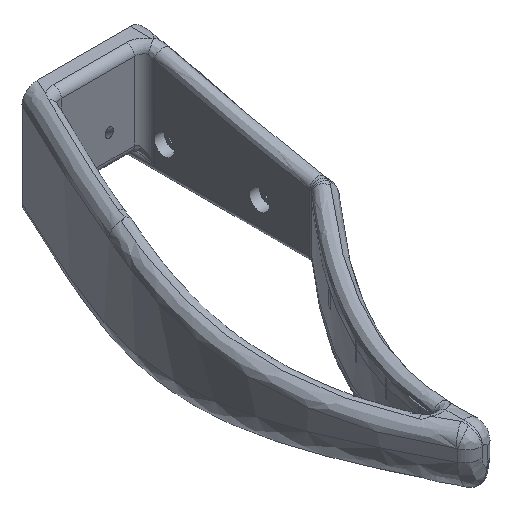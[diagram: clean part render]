
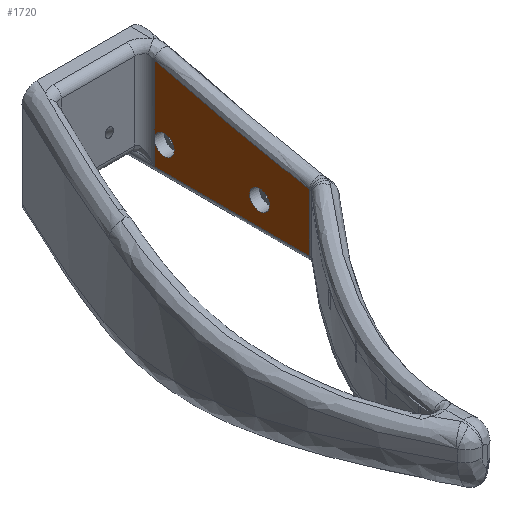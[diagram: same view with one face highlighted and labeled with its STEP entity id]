
A CAD part, isometric view. The second image highlights one B-rep face of the part: STEP entity #1720.
In plain terms, the highlighted planar face has unit normal (-1, 0, 0).
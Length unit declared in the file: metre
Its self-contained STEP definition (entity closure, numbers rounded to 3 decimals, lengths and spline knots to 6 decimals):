
#103=CIRCLE('',#1836,0.005);
#104=CIRCLE('',#1837,0.005);
#141=PLANE('',#1835);
#211=B_SPLINE_CURVE_WITH_KNOTS('',3,(#2848,#2849,#2850,#2851,#2852,#2853),
 .UNSPECIFIED.,.F.,.F.,(4,1,1,4),(0.,0.019917,
0.039834,0.079668),.UNSPECIFIED.);
#432=ORIENTED_EDGE('',*,*,#966,.T.);
#433=ORIENTED_EDGE('',*,*,#967,.T.);
#434=ORIENTED_EDGE('',*,*,#968,.T.);
#435=ORIENTED_EDGE('',*,*,#969,.T.);
#436=ORIENTED_EDGE('',*,*,#970,.T.);
#437=ORIENTED_EDGE('',*,*,#971,.T.);
#438=ORIENTED_EDGE('',*,*,#972,.T.);
#966=EDGE_CURVE('',#1228,#1228,#103,.T.);
#967=EDGE_CURVE('',#1229,#1230,#1358,.T.);
#968=EDGE_CURVE('',#1230,#1227,#211,.T.);
#969=EDGE_CURVE('',#1227,#1231,#1359,.T.);
#970=EDGE_CURVE('',#1231,#1231,#104,.T.);
#971=EDGE_CURVE('',#1231,#1232,#1360,.T.);
#972=EDGE_CURVE('',#1232,#1229,#1361,.T.);
#1227=VERTEX_POINT('',#2840);
#1228=VERTEX_POINT('',#2844);
#1229=VERTEX_POINT('',#2846);
#1230=VERTEX_POINT('',#2847);
#1231=VERTEX_POINT('',#2855);
#1232=VERTEX_POINT('',#2858);
#1358=LINE('',#2845,#1433);
#1359=LINE('',#2854,#1434);
#1360=LINE('',#2857,#1435);
#1361=LINE('',#2859,#1436);
#1433=VECTOR('',#1999,1.);
#1434=VECTOR('',#2000,1.);
#1435=VECTOR('',#2003,1.);
#1436=VECTOR('',#2004,1.);
#1473=EDGE_LOOP('',(#432));
#1474=EDGE_LOOP('',(#433,#434,#435,#436,#437,#438));
#1597=FACE_BOUND('',#1473,.T.);
#1598=FACE_BOUND('',#1474,.T.);
#1720=ADVANCED_FACE('',(#1597,#1598),#141,.F.);
#1835=AXIS2_PLACEMENT_3D('',#2842,#1995,#1996);
#1836=AXIS2_PLACEMENT_3D('',#2843,#1997,#1998);
#1837=AXIS2_PLACEMENT_3D('',#2856,#2001,#2002);
#1995=DIRECTION('',(1.,0.,0.));
#1996=DIRECTION('',(0.,1.,0.));
#1997=DIRECTION('',(1.,0.,0.));
#1998=DIRECTION('',(0.,1.,0.));
#1999=DIRECTION('',(0.,0.,1.));
#2000=DIRECTION('',(0.,0.,-1.));
#2001=DIRECTION('',(1.,0.,0.));
#2002=DIRECTION('',(0.,1.,0.));
#2003=DIRECTION('',(0.,0.,-1.));
#2004=DIRECTION('',(0.,-1.,0.));
#2840=CARTESIAN_POINT('',(-0.185,0.029474,-0.005688));
#2842=CARTESIAN_POINT('',(-0.185,0.099653,0.000002));
#2843=CARTESIAN_POINT('',(-0.185,-0.023347,-0.04));
#2844=CARTESIAN_POINT('',(-0.185,-0.018347,-0.04));
#2845=CARTESIAN_POINT('',(-0.185,-0.048327,-0.027594));
#2846=CARTESIAN_POINT('',(-0.185,-0.048327,-0.052));
#2847=CARTESIAN_POINT('',(-0.185,-0.048327,-0.022905));
#2848=CARTESIAN_POINT('',(-0.185,-0.048327,-0.022905));
#2849=CARTESIAN_POINT('',(-0.185,-0.041754,-0.021917));
#2850=CARTESIAN_POINT('',(-0.185,-0.028672,-0.019622));
#2851=CARTESIAN_POINT('',(-0.185,-0.002778,-0.013669));
#2852=CARTESIAN_POINT('',(-0.185,0.016453,-0.00837));
#2853=CARTESIAN_POINT('',(-0.185,0.029474,-0.005688));
#2854=CARTESIAN_POINT('',(-0.185,0.029474,-0.047));
#2855=CARTESIAN_POINT('',(-0.185,0.029474,-0.04));
#2856=CARTESIAN_POINT('',(-0.185,0.024474,-0.04));
#2857=CARTESIAN_POINT('',(-0.185,0.029474,-0.047));
#2858=CARTESIAN_POINT('',(-0.185,0.029474,-0.052));
#2859=CARTESIAN_POINT('',(-0.185,0.099653,-0.052));
